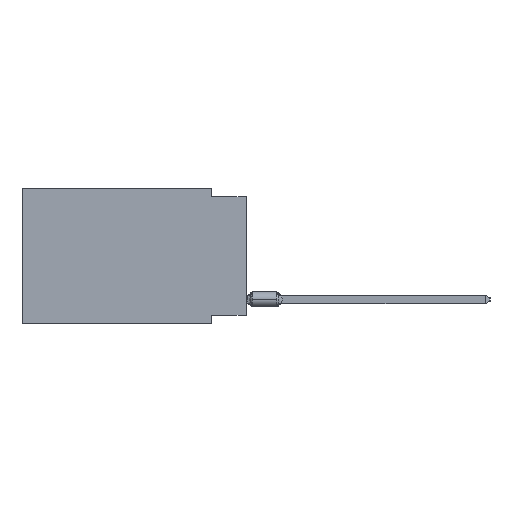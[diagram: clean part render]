
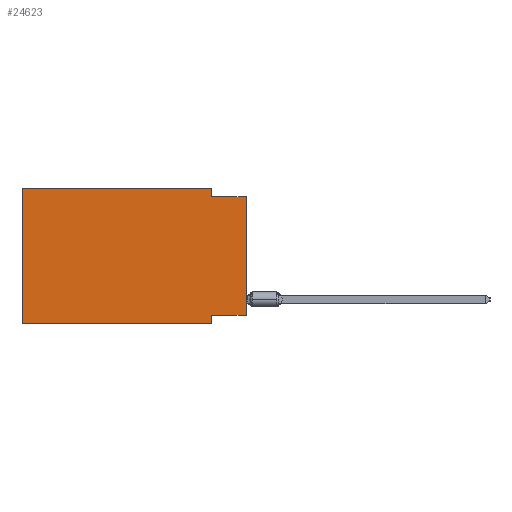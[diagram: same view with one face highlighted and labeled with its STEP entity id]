
A CAD part, left-side view. The second image highlights one B-rep face of the part: STEP entity #24623.
In plain terms, the highlighted planar face has unit normal (-1, 0, 0).
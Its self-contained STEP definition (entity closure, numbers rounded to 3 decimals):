
#106 = LINE ( 'NONE', #45430, #24552 ) ;
#1997 = CARTESIAN_POINT ( 'NONE',  ( 0., 0., -9.271 ) ) ;
#3040 = EDGE_LOOP ( 'NONE', ( #32736, #46478, #9283, #11277, #27426, #45948, #38722, #37163 ) ) ;
#4337 = LINE ( 'NONE', #31768, #49677 ) ;
#5652 = CARTESIAN_POINT ( 'NONE',  ( 0., 2.54, -0.635 ) ) ;
#7448 = CARTESIAN_POINT ( 'NONE',  ( 0., 0., 0. ) ) ;
#8548 = VECTOR ( 'NONE', #18289, 1000. ) ;
#8750 = VECTOR ( 'NONE', #9669, 1000. ) ;
#9283 = ORIENTED_EDGE ( 'NONE', *, *, #36258, .F. ) ;
#9669 = DIRECTION ( 'NONE',  ( 0., -1., 0. ) ) ;
#10012 = DIRECTION ( 'NONE',  ( 1., 0., 0. ) ) ;
#10447 = VERTEX_POINT ( 'NONE', #25785 ) ;
#11277 = ORIENTED_EDGE ( 'NONE', *, *, #13018, .F. ) ;
#11535 = DIRECTION ( 'NONE',  ( 0., -1., 0. ) ) ;
#13018 = EDGE_CURVE ( 'NONE', #40174, #40375, #44149, .T. ) ;
#15812 = LINE ( 'NONE', #27885, #43309 ) ;
#16446 = CARTESIAN_POINT ( 'NONE',  ( 0., 16.383, 0. ) ) ;
#16497 = CARTESIAN_POINT ( 'NONE',  ( 0., 16.383, 0. ) ) ;
#17217 = DIRECTION ( 'NONE',  ( 0., 0., -1. ) ) ;
#18083 = PLANE ( 'NONE',  #36209 ) ;
#18289 = DIRECTION ( 'NONE',  ( 0., 0., 1. ) ) ;
#18348 = LINE ( 'NONE', #38460, #44968 ) ;
#20446 = EDGE_CURVE ( 'NONE', #36720, #47785, #22571, .T. ) ;
#21764 = EDGE_CURVE ( 'NONE', #36720, #32185, #4337, .T. ) ;
#22112 = FACE_OUTER_BOUND ( 'NONE', #3040, .T. ) ;
#22571 = LINE ( 'NONE', #7448, #8548 ) ;
#23205 = VECTOR ( 'NONE', #17217, 1000. ) ;
#23711 = EDGE_CURVE ( 'NONE', #41112, #47785, #18348, .T. ) ;
#24552 = VECTOR ( 'NONE', #26060, 1000. ) ;
#24623 = ADVANCED_FACE ( 'NONE', ( #22112 ), #18083, .F. ) ;
#25369 = CARTESIAN_POINT ( 'NONE',  ( 0., 16.383, -9.906 ) ) ;
#25379 = CARTESIAN_POINT ( 'NONE',  ( 0., 16.383, 0. ) ) ;
#25785 = CARTESIAN_POINT ( 'NONE',  ( 0., 2.54, -9.906 ) ) ;
#26060 = DIRECTION ( 'NONE',  ( 0., 0., 1. ) ) ;
#27426 = ORIENTED_EDGE ( 'NONE', *, *, #34740, .F. ) ;
#27885 = CARTESIAN_POINT ( 'NONE',  ( 0., 2.54, -9.906 ) ) ;
#28534 = CARTESIAN_POINT ( 'NONE',  ( 0., 2.54, 0. ) ) ;
#29026 = LINE ( 'NONE', #28534, #23205 ) ;
#31190 = EDGE_CURVE ( 'NONE', #33006, #10447, #46744, .T. ) ;
#31516 = DIRECTION ( 'NONE',  ( 0., 1., 0. ) ) ;
#31768 = CARTESIAN_POINT ( 'NONE',  ( 0., 0., -9.271 ) ) ;
#32185 = VERTEX_POINT ( 'NONE', #44823 ) ;
#32736 = ORIENTED_EDGE ( 'NONE', *, *, #20446, .T. ) ;
#33006 = VERTEX_POINT ( 'NONE', #25369 ) ;
#33288 = CARTESIAN_POINT ( 'NONE',  ( 0., 0., -0.635 ) ) ;
#34740 = EDGE_CURVE ( 'NONE', #33006, #40174, #106, .T. ) ;
#36209 = AXIS2_PLACEMENT_3D ( 'NONE', #25379, #10012, #40721 ) ;
#36258 = EDGE_CURVE ( 'NONE', #40375, #41112, #29026, .T. ) ;
#36720 = VERTEX_POINT ( 'NONE', #1997 ) ;
#37163 = ORIENTED_EDGE ( 'NONE', *, *, #21764, .F. ) ;
#38233 = EDGE_CURVE ( 'NONE', #32185, #10447, #15812, .T. ) ;
#38460 = CARTESIAN_POINT ( 'NONE',  ( 0., 0., -0.635 ) ) ;
#38722 = ORIENTED_EDGE ( 'NONE', *, *, #38233, .F. ) ;
#39710 = CARTESIAN_POINT ( 'NONE',  ( 0., 16.383, -9.906 ) ) ;
#39947 = DIRECTION ( 'NONE',  ( 0., -1., 0. ) ) ;
#40174 = VERTEX_POINT ( 'NONE', #16446 ) ;
#40339 = CARTESIAN_POINT ( 'NONE',  ( 0., 2.54, 0. ) ) ;
#40375 = VERTEX_POINT ( 'NONE', #40339 ) ;
#40721 = DIRECTION ( 'NONE',  ( 0., 0., -1. ) ) ;
#41112 = VERTEX_POINT ( 'NONE', #5652 ) ;
#43309 = VECTOR ( 'NONE', #46766, 1000. ) ;
#44149 = LINE ( 'NONE', #16497, #8750 ) ;
#44823 = CARTESIAN_POINT ( 'NONE',  ( 0., 2.54, -9.271 ) ) ;
#44968 = VECTOR ( 'NONE', #11535, 1000. ) ;
#45430 = CARTESIAN_POINT ( 'NONE',  ( 0., 16.383, 0. ) ) ;
#45948 = ORIENTED_EDGE ( 'NONE', *, *, #31190, .T. ) ;
#46478 = ORIENTED_EDGE ( 'NONE', *, *, #23711, .F. ) ;
#46744 = LINE ( 'NONE', #39710, #47572 ) ;
#46766 = DIRECTION ( 'NONE',  ( 0., 0., -1. ) ) ;
#47572 = VECTOR ( 'NONE', #39947, 1000. ) ;
#47785 = VERTEX_POINT ( 'NONE', #33288 ) ;
#49677 = VECTOR ( 'NONE', #31516, 1000. ) ;
